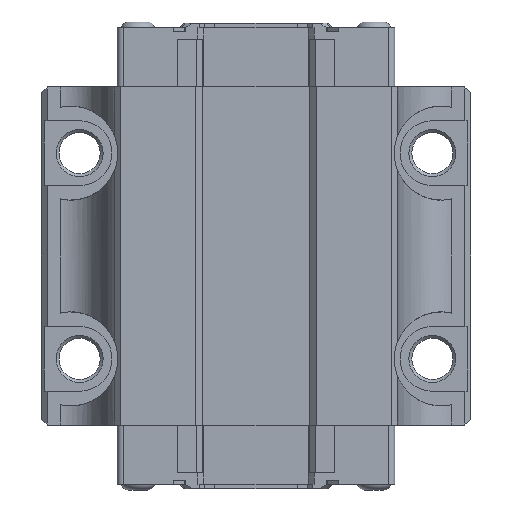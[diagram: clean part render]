
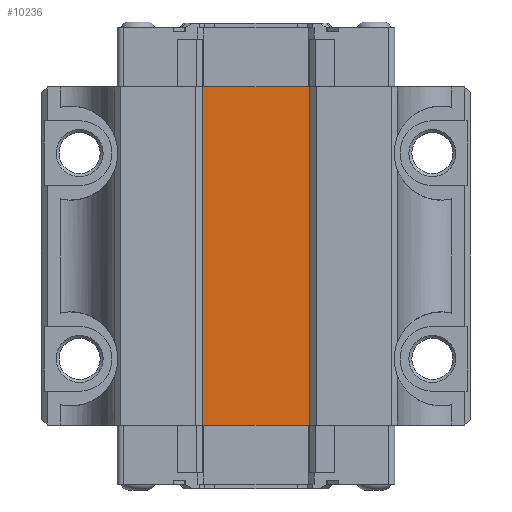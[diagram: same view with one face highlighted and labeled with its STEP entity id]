
A CAD part, front view. The second image highlights one B-rep face of the part: STEP entity #10236.
In plain terms, the highlighted planar face has unit normal (0, -1, 0).
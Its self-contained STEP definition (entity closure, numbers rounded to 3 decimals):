
#1302=FACE_OUTER_BOUND('',#1872,.T.);
#1872=EDGE_LOOP('',(#9321,#9322,#9323,#9324));
#2772=LINE('',#16388,#3864);
#2812=LINE('',#16509,#3904);
#2964=LINE('',#17075,#4056);
#2965=LINE('',#17077,#4057);
#3864=VECTOR('',#13443,10.);
#3904=VECTOR('',#13577,10.);
#4056=VECTOR('',#13971,10.);
#4057=VECTOR('',#13974,10.);
#4858=VERTEX_POINT('',#16385);
#4859=VERTEX_POINT('',#16387);
#4892=VERTEX_POINT('',#16506);
#4893=VERTEX_POINT('',#16508);
#6188=EDGE_CURVE('',#4858,#4859,#2772,.T.);
#6248=EDGE_CURVE('',#4892,#4893,#2812,.T.);
#6452=EDGE_CURVE('',#4858,#4893,#2964,.T.);
#6453=EDGE_CURVE('',#4859,#4892,#2965,.T.);
#9321=ORIENTED_EDGE('',*,*,#6452,.T.);
#9322=ORIENTED_EDGE('',*,*,#6248,.F.);
#9323=ORIENTED_EDGE('',*,*,#6453,.F.);
#9324=ORIENTED_EDGE('',*,*,#6188,.F.);
#9704=PLANE('',#11139);
#10236=ADVANCED_FACE('',(#1302),#9704,.T.);
#11139=AXIS2_PLACEMENT_3D('',#17076,#13972,#13973);
#13443=DIRECTION('',(-1.,0.,0.));
#13577=DIRECTION('',(1.,0.,0.));
#13971=DIRECTION('',(0.,0.,1.));
#13972=DIRECTION('center_axis',(0.,-1.,0.));
#13973=DIRECTION('ref_axis',(1.,0.,0.));
#13974=DIRECTION('',(0.,0.,1.));
#16385=CARTESIAN_POINT('',(9.43,-6.35,-28.75));
#16387=CARTESIAN_POINT('',(-9.43,-6.35,-28.75));
#16388=CARTESIAN_POINT('',(-9.43,-6.35,-28.75));
#16506=CARTESIAN_POINT('',(-9.43,-6.35,28.75));
#16508=CARTESIAN_POINT('',(9.43,-6.35,28.75));
#16509=CARTESIAN_POINT('',(-9.43,-6.35,28.75));
#17075=CARTESIAN_POINT('',(9.43,-6.35,0.));
#17076=CARTESIAN_POINT('Origin',(-9.43,-6.35,0.));
#17077=CARTESIAN_POINT('',(-9.43,-6.35,0.));
